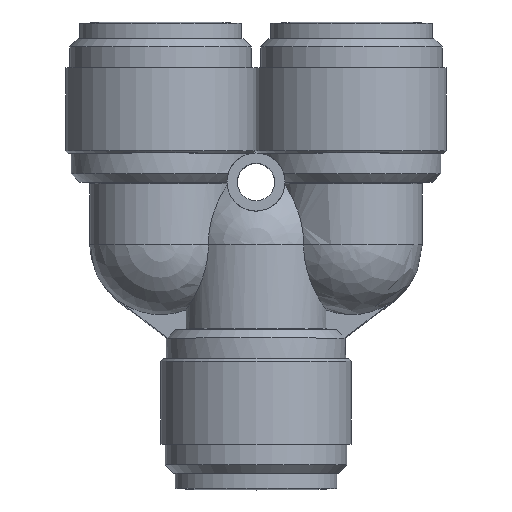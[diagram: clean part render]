
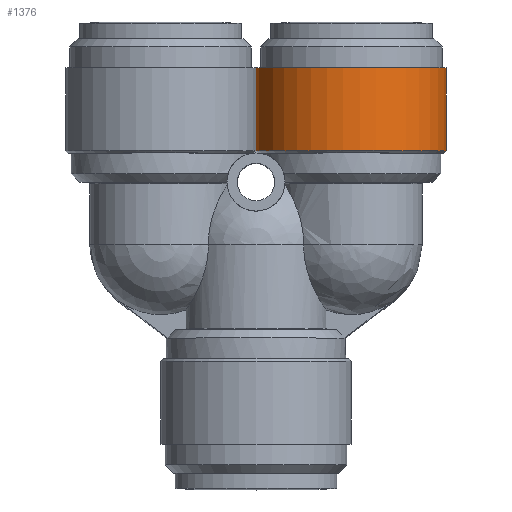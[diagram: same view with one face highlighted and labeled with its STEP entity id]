
A CAD part, top view. The second image highlights one B-rep face of the part: STEP entity #1376.
In plain terms, the highlighted free-form (B-spline) face has degree [1, 2] with [2, 9] control points.
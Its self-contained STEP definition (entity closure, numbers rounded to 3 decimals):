
#936=CARTESIAN_POINT('',(0.044,50.9,-1.0));
#937=VERTEX_POINT('',#936);
#944=CARTESIAN_POINT('',(0.044,40.9,-1.0));
#945=VERTEX_POINT('',#944);
#946=CARTESIAN_POINT('',(0.044,40.9,-1.0));
#947=DIRECTION('',(0.,1.0,0.0));
#948=VECTOR('',#947,10.);
#949=LINE('',#946,#948);
#950=EDGE_CURVE('',#945,#937,#949,.T.);
#1110=CARTESIAN_POINT('',(0.044,40.9,1.0));
#1111=VERTEX_POINT('',#1110);
#1125=CARTESIAN_POINT('',(0.044,50.9,1.0));
#1126=VERTEX_POINT('',#1125);
#1127=CARTESIAN_POINT('',(0.044,50.9,1.0));
#1128=DIRECTION('',(0.,-1.0,0.0));
#1129=VECTOR('',#1128,10.);
#1130=LINE('',#1127,#1129);
#1131=EDGE_CURVE('',#1126,#1111,#1130,.T.);
#1305=CARTESIAN_POINT('',(11.5,50.9,0.0));
#1306=DIRECTION('',(0.,-1.0,0.0));
#1307=DIRECTION('',(1.0,0.,0.0));
#1308=AXIS2_PLACEMENT_3D('',#1305,#1306,#1307);
#1309=CIRCLE('',#1308,11.5);
#1310=EDGE_CURVE('',#937,#1126,#1309,.T.);
#1338=CARTESIAN_POINT('',(0.,40.9,0.));
#1339=CARTESIAN_POINT('',(0.,50.9,0.));
#1340=CARTESIAN_POINT('',(0.,40.9,-11.5));
#1341=CARTESIAN_POINT('',(0.,50.9,-11.5));
#1342=CARTESIAN_POINT('',(11.5,40.9,-11.5));
#1343=CARTESIAN_POINT('',(11.5,50.9,-11.5));
#1344=CARTESIAN_POINT('',(23.,40.9,-11.5));
#1345=CARTESIAN_POINT('',(23.,50.9,-11.5));
#1346=CARTESIAN_POINT('',(23.,40.9,0.));
#1347=CARTESIAN_POINT('',(23.,50.9,0.));
#1348=CARTESIAN_POINT('',(23.,40.9,11.5));
#1349=CARTESIAN_POINT('',(23.,50.9,11.5));
#1350=CARTESIAN_POINT('',(11.5,40.9,11.5));
#1351=CARTESIAN_POINT('',(11.5,50.9,11.5));
#1352=CARTESIAN_POINT('',(0.,40.9,11.5));
#1353=CARTESIAN_POINT('',(0.,50.9,11.5));
#1354=CARTESIAN_POINT('',(0.,40.9,0.));
#1355=CARTESIAN_POINT('',(0.,50.9,0.));
#1363=(BOUNDED_SURFACE()B_SPLINE_SURFACE(1,2,((#1338,#1340,#1342,#1344,#1346,#1348,#1350,#1352,#1354),(#1339,#1341,#1343,#1345,#1347,#1349,#1351,#1353,#1355)),.UNSPECIFIED.,.F.,.T.,.U.)B_SPLINE_SURFACE_WITH_KNOTS((2,2),(3,2,2,2,3),(-0.435,0.435),(0.0,18.064,36.128,54.192,72.257),.UNSPECIFIED.)GEOMETRIC_REPRESENTATION_ITEM()RATIONAL_B_SPLINE_SURFACE(((1.0,0.707,1.0,0.707,1.0,0.707,1.0,0.707,1.0),(1.0,0.707,1.0,0.707,1.0,0.707,1.0,0.707,1.0)))REPRESENTATION_ITEM('')SURFACE());
#1364=ORIENTED_EDGE('',*,*,#950,.T.);
#1365=ORIENTED_EDGE('',*,*,#1310,.T.);
#1366=ORIENTED_EDGE('',*,*,#1131,.T.);
#1367=CARTESIAN_POINT('',(11.5,40.9,0.0));
#1368=DIRECTION('',(0.,-1.0,0.0));
#1369=DIRECTION('',(1.0,0.,0.0));
#1370=AXIS2_PLACEMENT_3D('',#1367,#1368,#1369);
#1371=CIRCLE('',#1370,11.5);
#1372=EDGE_CURVE('',#945,#1111,#1371,.T.);
#1373=ORIENTED_EDGE('',*,*,#1372,.F.);
#1374=EDGE_LOOP('',(#1364,#1365,#1366,#1373));
#1375=FACE_OUTER_BOUND('',#1374,.T.);
#1376=ADVANCED_FACE('',(#1375),#1363,.T.);
